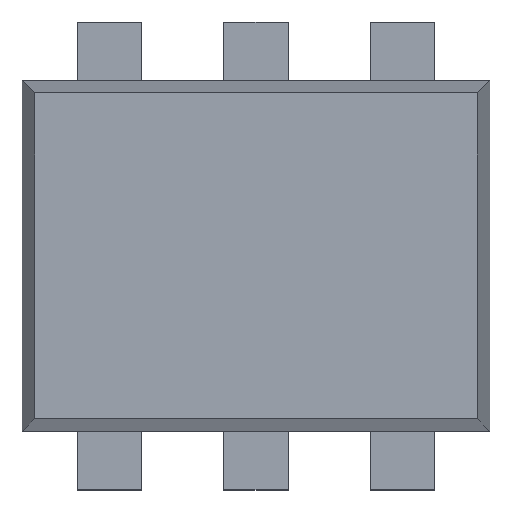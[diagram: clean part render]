
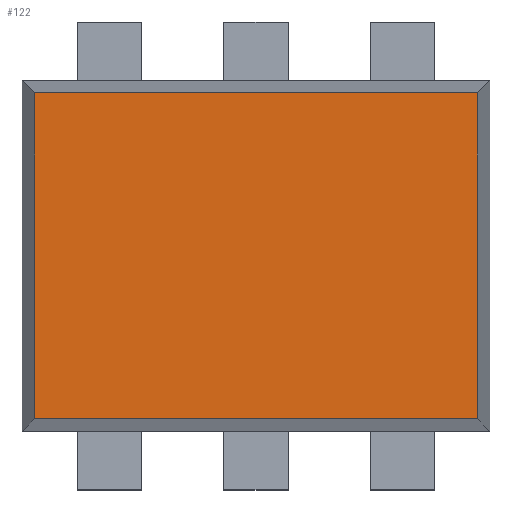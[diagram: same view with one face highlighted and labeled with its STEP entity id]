
A CAD part, top view. The second image highlights one B-rep face of the part: STEP entity #122.
In plain terms, the highlighted planar face has unit normal (0, 0, 1).
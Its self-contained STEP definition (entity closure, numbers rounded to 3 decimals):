
#122 = ADVANCED_FACE( '', ( #257 ), #258, .T. );
#257 = FACE_OUTER_BOUND( '', #402, .T. );
#258 = PLANE( '', #403 );
#402 = EDGE_LOOP( '', ( #689, #690, #691, #692 ) );
#403 = AXIS2_PLACEMENT_3D( '', #693, #694, #695 );
#689 = ORIENTED_EDGE( '', *, *, #970, .T. );
#690 = ORIENTED_EDGE( '', *, *, #1023, .F. );
#691 = ORIENTED_EDGE( '', *, *, #1026, .F. );
#692 = ORIENTED_EDGE( '', *, *, #920, .T. );
#693 = CARTESIAN_POINT( '', ( 0.8, 0.557, 0.35 ) );
#694 = DIRECTION( '', ( 0., 0., 1. ) );
#695 = DIRECTION( '', ( 1., 0., 0. ) );
#920 = EDGE_CURVE( '', #1103, #1108, #1110, .T. );
#970 = EDGE_CURVE( '', #1108, #1194, #1197, .T. );
#1023 = EDGE_CURVE( '', #1274, #1194, #1275, .T. );
#1026 = EDGE_CURVE( '', #1103, #1274, #1278, .T. );
#1103 = VERTEX_POINT( '', #1373 );
#1108 = VERTEX_POINT( '', #1380 );
#1110 = LINE( '', #1383, #1384 );
#1194 = VERTEX_POINT( '', #1506 );
#1197 = LINE( '', #1510, #1511 );
#1274 = VERTEX_POINT( '', #1627 );
#1275 = LINE( '', #1628, #1629 );
#1278 = LINE( '', #1633, #1634 );
#1373 = CARTESIAN_POINT( '', ( 0.757, -0.557, 0.35 ) );
#1380 = CARTESIAN_POINT( '', ( 0.757, 0.557, 0.35 ) );
#1383 = CARTESIAN_POINT( '', ( 0.757, -2.101, 0.35 ) );
#1384 = VECTOR( '', #1735, 1000. );
#1506 = CARTESIAN_POINT( '', ( -0.757, 0.557, 0.35 ) );
#1510 = CARTESIAN_POINT( '', ( 0.8, 0.557, 0.35 ) );
#1511 = VECTOR( '', #1775, 1000. );
#1627 = CARTESIAN_POINT( '', ( -0.757, -0.557, 0.35 ) );
#1628 = CARTESIAN_POINT( '', ( -0.757, -2.101, 0.35 ) );
#1629 = VECTOR( '', #1815, 1000. );
#1633 = CARTESIAN_POINT( '', ( 0.8, -0.557, 0.35 ) );
#1634 = VECTOR( '', #1817, 1000. );
#1735 = DIRECTION( '', ( 0., 1., 0. ) );
#1775 = DIRECTION( '', ( -1., 0., 0. ) );
#1815 = DIRECTION( '', ( 0., 1., 0. ) );
#1817 = DIRECTION( '', ( -1., 0., 0. ) );
